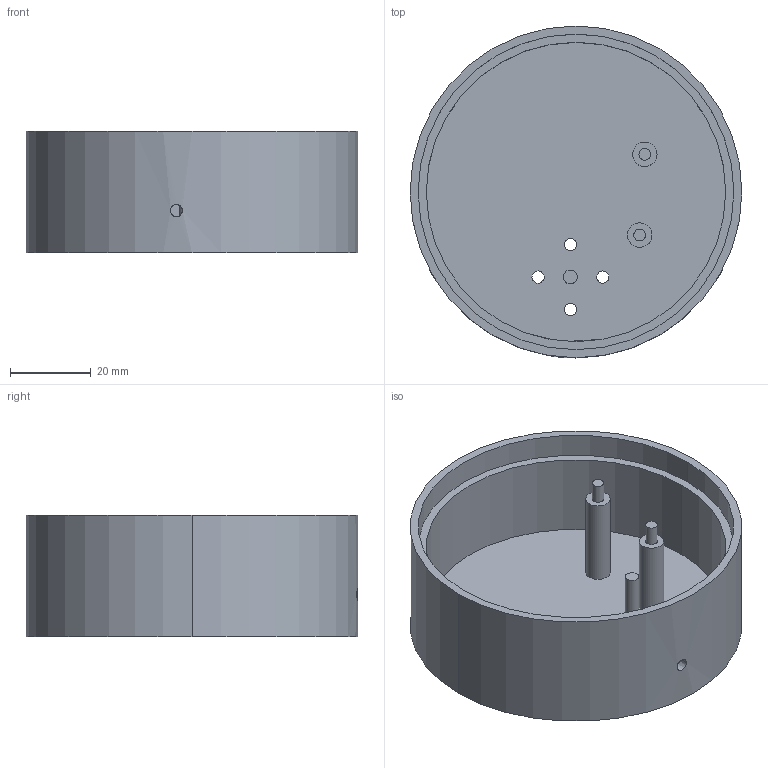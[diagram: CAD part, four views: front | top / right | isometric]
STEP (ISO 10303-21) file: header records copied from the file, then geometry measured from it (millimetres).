
FILE_DESCRIPTION (( 'STEP AP214' ), '1' );
FILE_NAME ('菁釱.STEP', '2019-11-20T12:14:35', ( '' ), ( '' ), 'SwSTEP 2.0', 'SolidWorks 2020', '' );
FILE_SCHEMA (( 'AUTOMOTIVE_DESIGN' ));
Length unit declared in the file: millimetre
Products named in the file (1): 菁釱
Bounding box: 82 x 82 x 30 mm (x, y, z)
Volume: 40729.9 mm3; surface area: 25896.9 mm2
Topology: 1 solids, 1 shells, 47 faces, 102 edges, 68 vertices
Faces by surface type: cylinder 32, plane 13, bspline 2
Entity records: 1440 total; most frequent: CARTESIAN_POINT 300, DIRECTION 254, ORIENTED_EDGE 204, AXIS2_PLACEMENT_3D 110, EDGE_CURVE 102, VERTEX_POINT 68, EDGE_LOOP 68, CIRCLE 64
